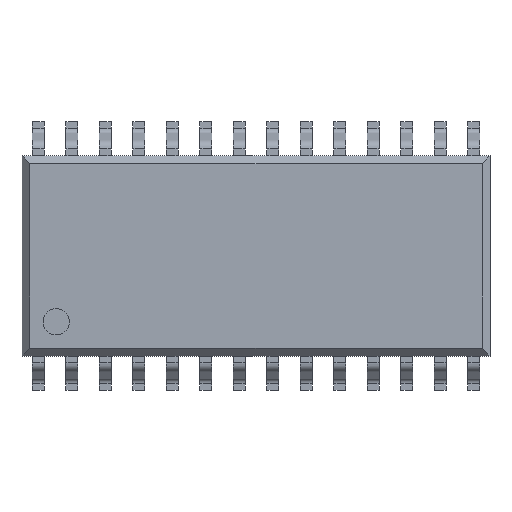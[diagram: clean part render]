
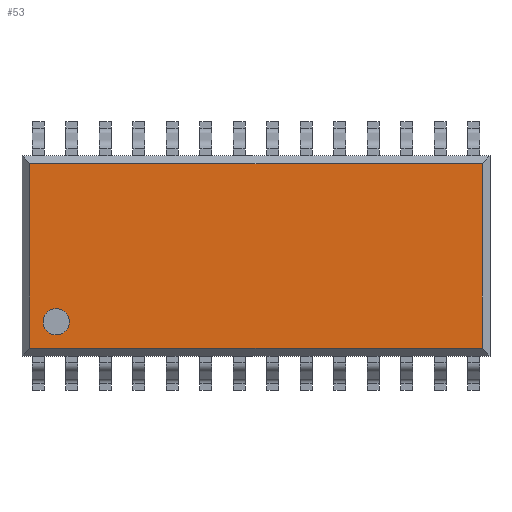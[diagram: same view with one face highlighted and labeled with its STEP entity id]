
A CAD part, top view. The second image highlights one B-rep face of the part: STEP entity #53.
In plain terms, the highlighted planar face has unit normal (0, 0, 1).
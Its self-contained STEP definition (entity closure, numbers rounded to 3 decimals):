
#53=ADVANCED_FACE('',(#3473,#3475),#3477,.T.);
#3473=FACE_BOUND('',#3474,.T.);
#3474=EDGE_LOOP('',(#6193,#6194,#6195,#6196));
#3475=FACE_BOUND('',#3476,.T.);
#3476=EDGE_LOOP('',(#6197));
#3477=PLANE('',#3478);
#3478=AXIS2_PLACEMENT_3D('',#3479,#3480,#3481);
#3479=CARTESIAN_POINT('',(0.,0.,2.8));
#3480=DIRECTION('',(0.,0.,1.));
#3481=DIRECTION('',(-1.,0.,0.));
#6193=ORIENTED_EDGE('',*,*,#8269,.T.);
#6194=ORIENTED_EDGE('',*,*,#8270,.T.);
#6195=ORIENTED_EDGE('',*,*,#8271,.T.);
#6196=ORIENTED_EDGE('',*,*,#8272,.T.);
#6197=ORIENTED_EDGE('',*,*,#8273,.T.);
#8269=EDGE_CURVE('',#9307,#9308,#9309,.T.);
#8270=EDGE_CURVE('',#9308,#9310,#9311,.T.);
#8271=EDGE_CURVE('',#9310,#9312,#9313,.T.);
#8272=EDGE_CURVE('',#9312,#9307,#9314,.T.);
#8273=EDGE_CURVE('',#9315,#9315,#9316,.F.);
#9307=VERTEX_POINT('',#11035);
#9308=VERTEX_POINT('',#11036);
#9309=LINE('',#11037,#11038);
#9310=VERTEX_POINT('',#11040);
#9311=LINE('',#11041,#11042);
#9312=VERTEX_POINT('',#11044);
#9313=LINE('',#11045,#11046);
#9314=LINE('',#11048,#11049);
#9315=VERTEX_POINT('',#11051);
#9316=CIRCLE('',#11052,0.5);
#11035=CARTESIAN_POINT('',(-8.575,-3.5,2.8));
#11036=CARTESIAN_POINT('',(8.575,-3.5,2.8));
#11037=CARTESIAN_POINT('',(-8.575,-3.5,2.8));
#11038=VECTOR('',#11039,1.);
#11039=DIRECTION('',(1.,0.,0.));
#11040=CARTESIAN_POINT('',(8.575,3.5,2.8));
#11041=CARTESIAN_POINT('',(8.575,-3.5,2.8));
#11042=VECTOR('',#11043,1.);
#11043=DIRECTION('',(0.,1.,0.));
#11044=CARTESIAN_POINT('',(-8.575,3.5,2.8));
#11045=CARTESIAN_POINT('',(8.575,3.5,2.8));
#11046=VECTOR('',#11047,1.);
#11047=DIRECTION('',(-1.,0.,0.));
#11048=CARTESIAN_POINT('',(-8.575,3.5,2.8));
#11049=VECTOR('',#11050,1.);
#11050=DIRECTION('',(0.,-1.,0.));
#11051=CARTESIAN_POINT('',(-7.075,-2.5,2.8));
#11052=AXIS2_PLACEMENT_3D('',#11053,#11054,#11055);
#11053=CARTESIAN_POINT('',(-7.575,-2.5,2.8));
#11054=DIRECTION('',(0.,0.,1.));
#11055=DIRECTION('',(1.,0.,-0.));
